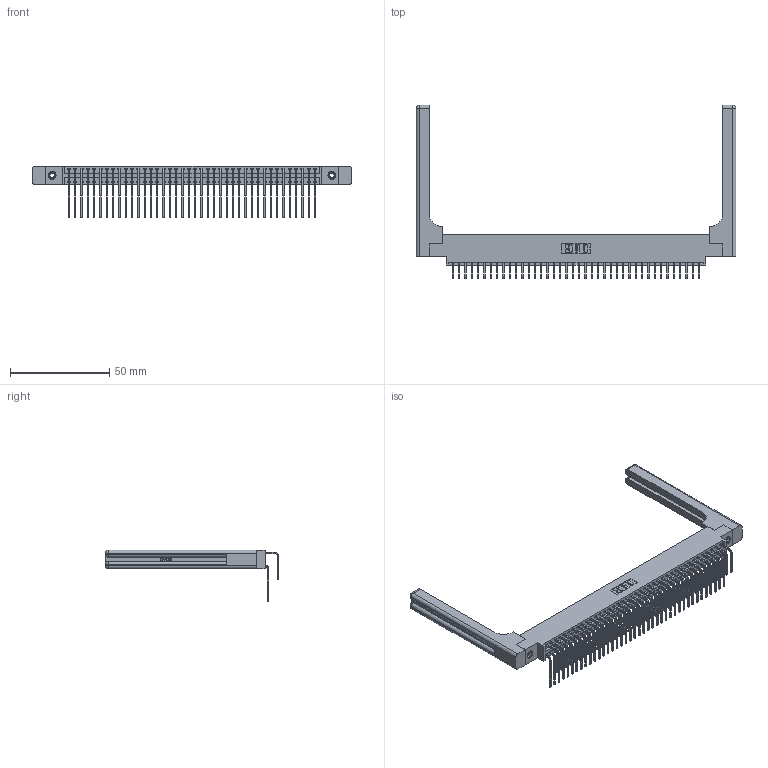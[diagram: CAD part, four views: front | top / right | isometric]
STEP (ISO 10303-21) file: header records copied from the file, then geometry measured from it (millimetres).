
FILE_DESCRIPTION (( 'STEP AP203' ), '1' );
FILE_NAME ('396-080-558-858.STEP', '2019-11-03T12:40:43', ( '' ), ( '' ), 'SwSTEP 2.0', 'SolidWorks 2016', '' );
FILE_SCHEMA (( 'CONFIG_CONTROL_DESIGN' ));
Length unit declared in the file: inch
Products named in the file (6): 345-292-001_558 Tail - 2; 346-220-058_345-220-058; 396-080-558-858; 345-250-001_345-250-001-102; 346 Part_0.170 Offset - 0.156 Dia-TH; 345-292-001_558 559 Tail - 1
Assembly tree (85 placements, depth 2):
  396-080-558-858
    346 Part_0.170 Offset - 0.156 Dia-TH
    345-292-001_558 559 Tail - 1  x40
    345-292-001_558 Tail - 2  x40
    345-250-001_345-250-001-102  x2
    346-220-058_345-220-058  x2
Bounding box: 161.06 x 87.44 x 26.16 mm (x, y, z)
Volume: 23491.1 mm3; surface area: 29323.7 mm2
Topology: 85 solids, 85 shells, 4702 faces, 13887 edges, 9130 vertices
Faces by surface type: plane 3188, cylinder 1454, bspline 36, cone 12, sphere 8, torus 4
Entity records: 33472 total; most frequent: CARTESIAN_POINT 6580, ORIENTED_EDGE 5260, DIRECTION 4754, EDGE_CURVE 2630, LINE 2206, VECTOR 2206, VERTEX_POINT 1742, AXIS2_PLACEMENT_3D 1274
